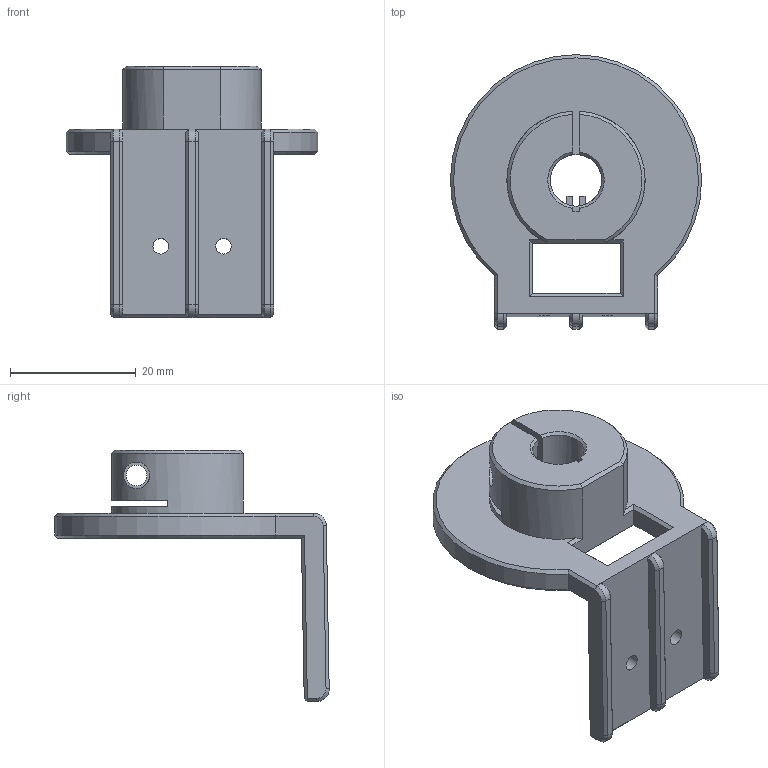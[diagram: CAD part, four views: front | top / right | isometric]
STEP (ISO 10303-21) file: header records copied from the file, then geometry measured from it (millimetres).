
FILE_DESCRIPTION(/* description */ (''),/* implementation_level */ '2;1');
FILE_NAME(/* name */ 'Tac_DIGIT_MG400_Mount_Final v1.step',/* time_stamp */ '2021-12-14T09:09:15+00:00',/* author */ (''),/* organization */ (''),/* preprocessor_version */ 'ST-DEVELOPER v18.1',/* originating_system */ 'Autodesk Translation Framework v10.10.0.1391',/* authorisation */ '');
FILE_SCHEMA (('AUTOMOTIVE_DESIGN { 1 0 10303 214 3 1 1 }'));
Length unit declared in the file: millimetre
Products named in the file (2): Tac_DIGIT_MG400_Mount_Final; MG400 Tac-DIGIT Mount
Assembly tree (1 placements, depth 2):
  Tac_DIGIT_MG400_Mount_Final
    MG400 Tac-DIGIT Mount
Bounding box: 40 x 43.67 x 40.04 mm (x, y, z)
Volume: 9046 mm3; surface area: 6292 mm2
Topology: 1 solids, 1 shells, 109 faces, 285 edges, 179 vertices
Faces by surface type: plane 74, cone 19, cylinder 16
Full cylindrical faces by diameter (mm): 2.5 x2, 3.3 x2, 4.2 x1, 8.2 x1
Entity records: 3440 total; most frequent: CARTESIAN_POINT 711, ORIENTED_EDGE 570, DIRECTION 550, EDGE_CURVE 285, LINE 190, VECTOR 190, AXIS2_PLACEMENT_3D 180, VERTEX_POINT 179
